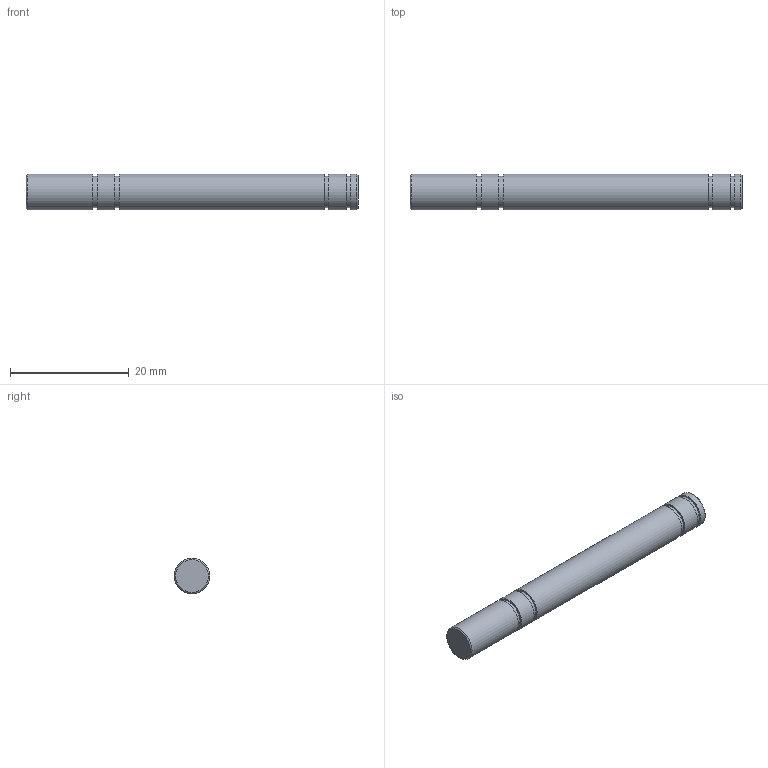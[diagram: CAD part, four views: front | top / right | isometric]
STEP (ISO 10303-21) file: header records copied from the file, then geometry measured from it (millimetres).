
FILE_DESCRIPTION(/* description */ (''),/* implementation_level */ '2;1');
FILE_NAME(/* name */ 'DOF1 Motor Shaft 6mm v9.step',/* time_stamp */ '2022-09-15T08:17:28+02:00',/* author */ (''),/* organization */ (''),/* preprocessor_version */ 'ST-DEVELOPER v19',/* originating_system */ 'Autodesk Translation Framework v11.7.0.108',/* authorisation */ '');
FILE_SCHEMA (('AUTOMOTIVE_DESIGN { 1 0 10303 214 3 1 1 }'));
Length unit declared in the file: millimetre
Products named in the file (1): DOF1 Motor Shaft 6mm
Bounding box: 56 x 6 x 6 mm (x, y, z)
Volume: 1564.5 mm3; surface area: 1150.9 mm2
Topology: 1 solids, 1 shells, 21 faces, 31 edges, 20 vertices
Faces by surface type: plane 10, cylinder 9, cone 2
Full cylindrical faces by diameter (mm): 5.3 x4, 6 x5
Entity records: 491 total; most frequent: DIRECTION 95, CARTESIAN_POINT 73, ORIENTED_EDGE 62, AXIS2_PLACEMENT_3D 42, EDGE_CURVE 31, EDGE_LOOP 29, FACE_OUTER_BOUND 21, ADVANCED_FACE 21
